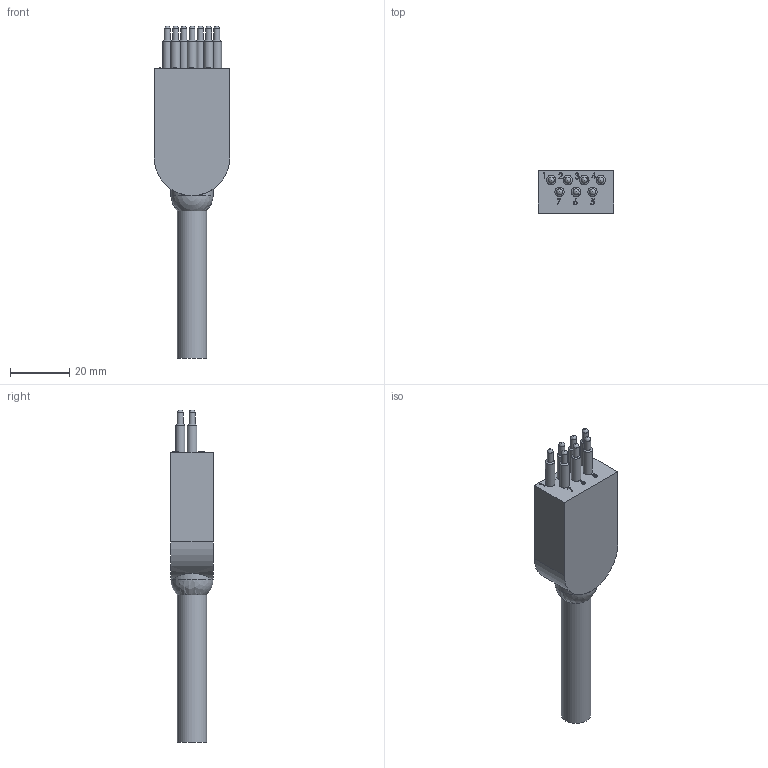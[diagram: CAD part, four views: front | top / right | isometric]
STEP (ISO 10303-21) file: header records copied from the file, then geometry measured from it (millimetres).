
FILE_DESCRIPTION(/* description */ ('STEP AP214'),/* implementation_level */ '2;1');
FILE_NAME(/* name */ 'MCLPIL7M.stp',/* time_stamp */ '2021-01-13T09:36:36+01:00',/* author */ ('sh'),/* organization */ (''),/* preprocessor_version */ 'ST-DEVELOPER v17.2',/* originating_system */ 'Autodesk Inventor 2019',/* authorisation */ '');
FILE_SCHEMA (('AUTOMOTIVE_DESIGN { 1 0 10303 214 3 1 1 }'));
Length unit declared in the file: inch
Products named in the file (1): MCLPIL7M
Bounding box: 25.4 x 14.27 x 111.79 mm (x, y, z)
Volume: 19751.9 mm3; surface area: 6405 mm2
Topology: 1 solids, 1 shells, 143 faces, 375 edges, 256 vertices
Faces by surface type: plane 72, bspline 44, cylinder 19, cone 7, sphere 1
Full cylindrical faces by diameter (mm): 1.986 x7, 3.175 x7, 9.906 x1
Entity records: 6691 total; most frequent: CARTESIAN_POINT 3251, ORIENTED_EDGE 746, DIRECTION 596, EDGE_CURVE 373, VERTEX_POINT 256, AXIS2_PLACEMENT_3D 199, LINE 198, VECTOR 198
